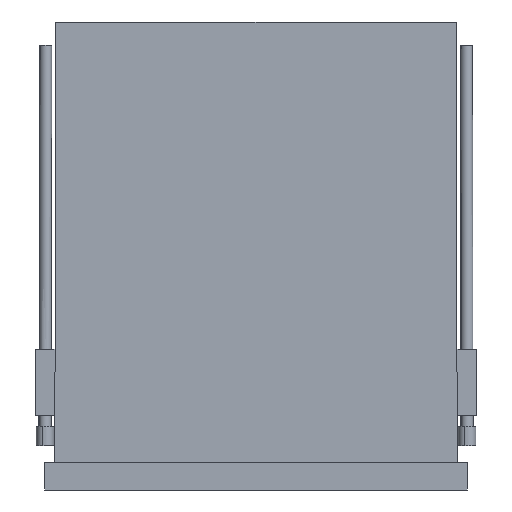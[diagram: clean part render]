
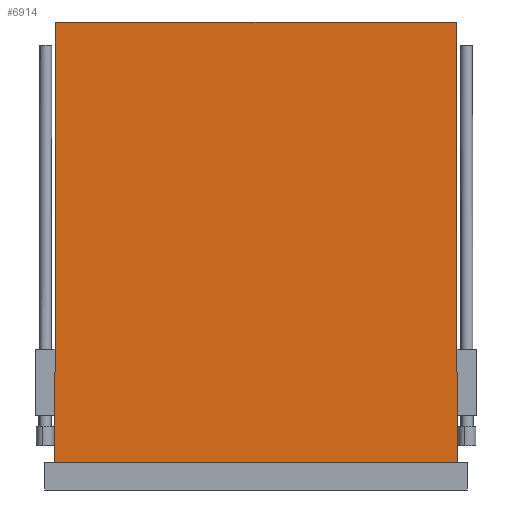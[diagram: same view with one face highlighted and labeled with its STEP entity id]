
A CAD part, front view. The second image highlights one B-rep face of the part: STEP entity #6914.
In plain terms, the highlighted planar face has unit normal (0, -1, 0.002).
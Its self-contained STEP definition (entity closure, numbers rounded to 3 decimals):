
#142 = PLANE ( 'NONE',  #6663 ) ;
#545 = ORIENTED_EDGE ( 'NONE', *, *, #1556, .T. ) ;
#701 = EDGE_CURVE ( 'NONE', #9638, #4128, #6255, .T. ) ;
#1131 = ORIENTED_EDGE ( 'NONE', *, *, #11285, .F. ) ;
#1429 = DIRECTION ( 'NONE',  ( -0.002, 0.002, 1. ) ) ;
#1515 = CARTESIAN_POINT ( 'NONE',  ( 90.999, -43.749, 0.305 ) ) ;
#1539 = VERTEX_POINT ( 'NONE', #10797 ) ;
#1556 = EDGE_CURVE ( 'NONE', #6607, #1539, #12684, .T. ) ;
#1657 = CARTESIAN_POINT ( 'NONE',  ( 91.335, -44.085, -200. ) ) ;
#1946 = VECTOR ( 'NONE', #9067, 1000. ) ;
#1990 = DIRECTION ( 'NONE',  ( 1., 0., 0. ) ) ;
#2168 = VECTOR ( 'NONE', #1990, 1000. ) ;
#2412 = EDGE_CURVE ( 'NONE', #9638, #6607, #7154, .T. ) ;
#3624 = DIRECTION ( 'NONE',  ( 0., -1., 0.002 ) ) ;
#4128 = VERTEX_POINT ( 'NONE', #4905 ) ;
#4266 = CARTESIAN_POINT ( 'NONE',  ( -91., -43.75, 0. ) ) ;
#4604 = ORIENTED_EDGE ( 'NONE', *, *, #2412, .T. ) ;
#4905 = CARTESIAN_POINT ( 'NONE',  ( -91., -43.75, 0. ) ) ;
#5334 = LINE ( 'NONE', #9018, #1946 ) ;
#6255 = LINE ( 'NONE', #10432, #10919 ) ;
#6607 = VERTEX_POINT ( 'NONE', #1657 ) ;
#6663 = AXIS2_PLACEMENT_3D ( 'NONE', #4266, #3624, #10491 ) ;
#6914 = ADVANCED_FACE ( 'NONE', ( #8816 ), #142, .T. ) ;
#7154 = LINE ( 'NONE', #13293, #2168 ) ;
#7187 = VECTOR ( 'NONE', #1429, 1000. ) ;
#8271 = EDGE_LOOP ( 'NONE', ( #1131, #8394, #4604, #545 ) ) ;
#8394 = ORIENTED_EDGE ( 'NONE', *, *, #701, .F. ) ;
#8816 = FACE_OUTER_BOUND ( 'NONE', #8271, .T. ) ;
#9018 = CARTESIAN_POINT ( 'NONE',  ( -91., -43.75, 0. ) ) ;
#9067 = DIRECTION ( 'NONE',  ( 1., 0., 0. ) ) ;
#9164 = CARTESIAN_POINT ( 'NONE',  ( -91.335, -44.085, -200. ) ) ;
#9638 = VERTEX_POINT ( 'NONE', #9164 ) ;
#10432 = CARTESIAN_POINT ( 'NONE',  ( -91., -43.75, 0.147 ) ) ;
#10491 = DIRECTION ( 'NONE',  ( 0., -0.002, -1. ) ) ;
#10797 = CARTESIAN_POINT ( 'NONE',  ( 91., -43.75, 0. ) ) ;
#10919 = VECTOR ( 'NONE', #12564, 1000. ) ;
#11285 = EDGE_CURVE ( 'NONE', #4128, #1539, #5334, .T. ) ;
#12564 = DIRECTION ( 'NONE',  ( 0.002, 0.002, 1. ) ) ;
#12684 = LINE ( 'NONE', #1515, #7187 ) ;
#13293 = CARTESIAN_POINT ( 'NONE',  ( 91., -44.085, -200. ) ) ;
